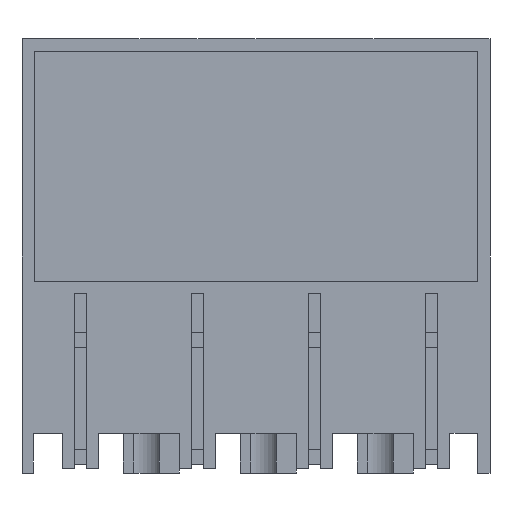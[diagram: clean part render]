
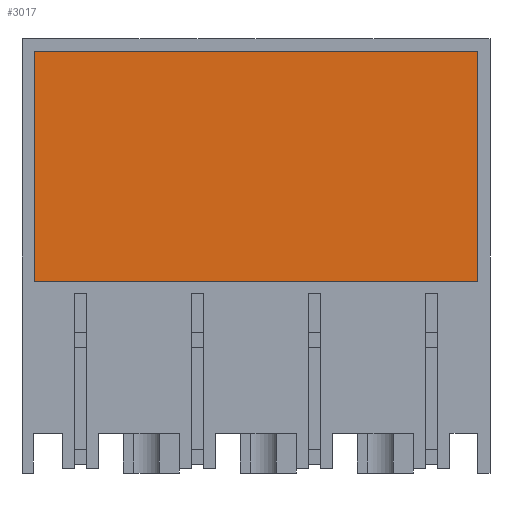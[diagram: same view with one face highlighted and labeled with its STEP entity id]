
A CAD part, front view. The second image highlights one B-rep face of the part: STEP entity #3017.
In plain terms, the highlighted planar face has unit normal (0, -1, 0).
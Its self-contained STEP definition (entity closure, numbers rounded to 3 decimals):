
#3004=AXIS2_PLACEMENT_3D('Plane Axis2P3D',#3001,#3002,#3003) ;
#2553=CARTESIAN_POINT('Vertex',(29.68,5.1,12.5)) ;
#2556=CARTESIAN_POINT('Line Origine',(15.24,5.1,12.5)) ;
#2560=CARTESIAN_POINT('Vertex',(0.8,5.1,12.5)) ;
#2580=CARTESIAN_POINT('Line Origine',(0.8,5.1,20.)) ;
#2584=CARTESIAN_POINT('Vertex',(0.8,5.1,27.5)) ;
#2604=CARTESIAN_POINT('Line Origine',(15.24,5.1,27.5)) ;
#2608=CARTESIAN_POINT('Vertex',(29.68,5.1,27.5)) ;
#3001=CARTESIAN_POINT('Axis2P3D Location',(-55.35,5.1,28.3)) ;
#3006=CARTESIAN_POINT('Line Origine',(29.68,5.1,20.)) ;
#2557=DIRECTION('Vector Direction',(-1.,0.,0.)) ;
#2581=DIRECTION('Vector Direction',(0.,0.,1.)) ;
#2605=DIRECTION('Vector Direction',(1.,0.,0.)) ;
#3002=DIRECTION('Axis2P3D Direction',(0.,-1.,0.)) ;
#3003=DIRECTION('Axis2P3D XDirection',(-1.,0.,0.)) ;
#3007=DIRECTION('Vector Direction',(0.,0.,-1.)) ;
#2558=VECTOR('Line Direction',#2557,1.) ;
#2582=VECTOR('Line Direction',#2581,1.) ;
#2606=VECTOR('Line Direction',#2605,1.) ;
#3008=VECTOR('Line Direction',#3007,1.) ;
#3012=ORIENTED_EDGE('',*,*,#2562,.F.) ;
#3013=ORIENTED_EDGE('',*,*,#3010,.F.) ;
#3014=ORIENTED_EDGE('',*,*,#2610,.F.) ;
#3015=ORIENTED_EDGE('',*,*,#2586,.F.) ;
#3017=ADVANCED_FACE('HOUSING',(#3016),#3005,.T.) ;
#2562=EDGE_CURVE('',#2554,#2561,#2559,.T.) ;
#2586=EDGE_CURVE('',#2561,#2585,#2583,.T.) ;
#2610=EDGE_CURVE('',#2585,#2609,#2607,.T.) ;
#3010=EDGE_CURVE('',#2609,#2554,#3009,.T.) ;
#3011=EDGE_LOOP('',(#3012,#3013,#3014,#3015)) ;
#3016=FACE_OUTER_BOUND('',#3011,.T.) ;
#2559=LINE('Line',#2556,#2558) ;
#2583=LINE('Line',#2580,#2582) ;
#2607=LINE('Line',#2604,#2606) ;
#3009=LINE('Line',#3006,#3008) ;
#3005=PLANE('',#3004) ;
#2554=VERTEX_POINT('',#2553) ;
#2561=VERTEX_POINT('',#2560) ;
#2585=VERTEX_POINT('',#2584) ;
#2609=VERTEX_POINT('',#2608) ;
